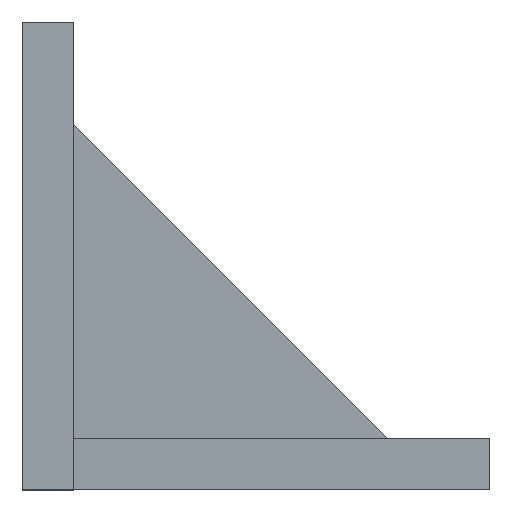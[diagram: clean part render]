
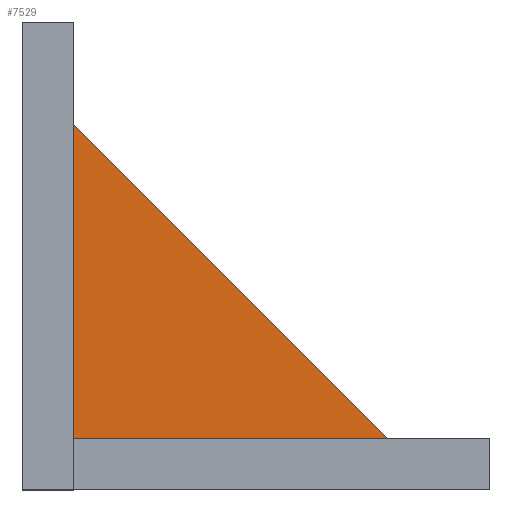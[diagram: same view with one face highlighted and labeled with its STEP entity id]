
A CAD part, left-side view. The second image highlights one B-rep face of the part: STEP entity #7529.
In plain terms, the highlighted planar face has unit normal (-1, 0, 0).
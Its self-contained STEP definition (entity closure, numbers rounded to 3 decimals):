
#896 = CARTESIAN_POINT ( 'NONE',  ( -67.001, 0.136, -28.5 ) ) ;
#1328 = DIRECTION ( 'NONE',  ( 0., 0., 1. ) ) ;
#1414 = EDGE_CURVE ( 'NONE', #6639, #1672, #8633, .T. ) ;
#1672 = VERTEX_POINT ( 'NONE', #6454 ) ;
#1892 = VECTOR ( 'NONE', #7918, 1000. ) ;
#1931 = VERTEX_POINT ( 'NONE', #8135 ) ;
#2191 = LINE ( 'NONE', #896, #7957 ) ;
#2537 = VECTOR ( 'NONE', #1328, 1000. ) ;
#3669 = EDGE_CURVE ( 'NONE', #1672, #1931, #2191, .T. ) ;
#3870 = CARTESIAN_POINT ( 'NONE',  ( -67.001, -48.864, -28.5 ) ) ;
#4066 = AXIS2_PLACEMENT_3D ( 'NONE', #4307, #6901, #7696 ) ;
#4307 = CARTESIAN_POINT ( 'NONE',  ( -67.001, 0.136, -28.5 ) ) ;
#4323 = CARTESIAN_POINT ( 'NONE',  ( -67.001, 0.136, 20.5 ) ) ;
#4331 = DIRECTION ( 'NONE',  ( 0., 1., 0. ) ) ;
#4598 = CARTESIAN_POINT ( 'NONE',  ( -67.001, 0.136, 20.5 ) ) ;
#4667 = EDGE_LOOP ( 'NONE', ( #5375, #7703, #5290 ) ) ;
#4921 = PLANE ( 'NONE',  #4066 ) ;
#5006 = FACE_OUTER_BOUND ( 'NONE', #4667, .T. ) ;
#5290 = ORIENTED_EDGE ( 'NONE', *, *, #1414, .F. ) ;
#5375 = ORIENTED_EDGE ( 'NONE', *, *, #6419, .F. ) ;
#5829 = LINE ( 'NONE', #4598, #2537 ) ;
#6419 = EDGE_CURVE ( 'NONE', #1931, #6639, #5829, .T. ) ;
#6454 = CARTESIAN_POINT ( 'NONE',  ( -67.001, -48.864, -28.5 ) ) ;
#6639 = VERTEX_POINT ( 'NONE', #4323 ) ;
#6901 = DIRECTION ( 'NONE',  ( -1., 0., 0. ) ) ;
#7529 = ADVANCED_FACE ( 'NONE', ( #5006 ), #4921, .T. ) ;
#7696 = DIRECTION ( 'NONE',  ( 0., -1., 0. ) ) ;
#7703 = ORIENTED_EDGE ( 'NONE', *, *, #3669, .F. ) ;
#7918 = DIRECTION ( 'NONE',  ( 0., -0.707, -0.707 ) ) ;
#7957 = VECTOR ( 'NONE', #4331, 1000. ) ;
#8135 = CARTESIAN_POINT ( 'NONE',  ( -67.001, 0.136, -28.5 ) ) ;
#8633 = LINE ( 'NONE', #3870, #1892 ) ;
